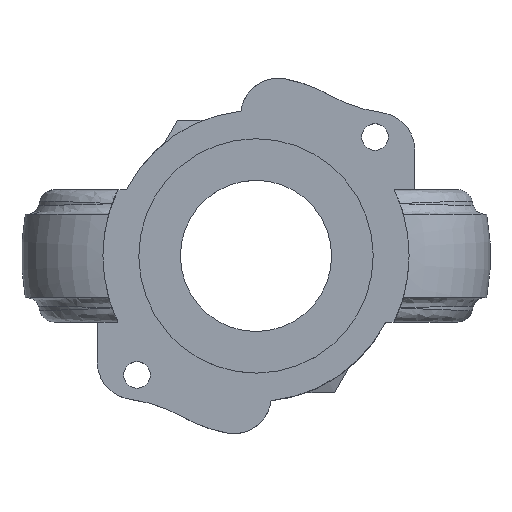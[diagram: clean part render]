
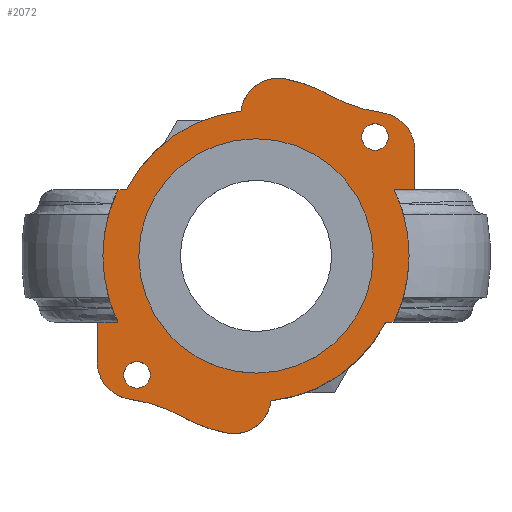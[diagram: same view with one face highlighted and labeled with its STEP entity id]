
A CAD part, top view. The second image highlights one B-rep face of the part: STEP entity #2072.
In plain terms, the highlighted planar face has unit normal (0, 0, 1).
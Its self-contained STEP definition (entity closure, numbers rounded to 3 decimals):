
#179=FACE_BOUND('',#403,.T.);
#180=FACE_BOUND('',#404,.T.);
#181=FACE_BOUND('',#405,.T.);
#203=PLANE('',#2253);
#286=FACE_OUTER_BOUND('',#402,.T.);
#402=EDGE_LOOP('',(#1643,#1644,#1645,#1646,#1647,#1648,#1649,#1650,#1651,
#1652,#1653,#1654,#1655,#1656,#1657,#1658,#1659,#1660,#1661,#1662,#1663,
#1664));
#403=EDGE_LOOP('',(#1665));
#404=EDGE_LOOP('',(#1666,#1667));
#405=EDGE_LOOP('',(#1668,#1669));
#476=LINE('',#4064,#564);
#483=LINE('',#4472,#571);
#496=LINE('',#4541,#584);
#501=LINE('',#4581,#589);
#509=LINE('',#4931,#597);
#510=LINE('',#4934,#598);
#511=LINE('',#4943,#599);
#512=LINE('',#4946,#600);
#564=VECTOR('',#2491,10.);
#571=VECTOR('',#2532,10.);
#584=VECTOR('',#2587,10.);
#589=VECTOR('',#2594,10.);
#597=VECTOR('',#2622,10.);
#598=VECTOR('',#2625,10.);
#599=VECTOR('',#2634,10.);
#600=VECTOR('',#2637,10.);
#624=CIRCLE('',#2134,15.5);
#636=CIRCLE('',#2151,1.75);
#637=CIRCLE('',#2152,1.75);
#639=CIRCLE('',#2155,1.75);
#640=CIRCLE('',#2156,1.75);
#654=CIRCLE('',#2175,19.247);
#662=CIRCLE('',#2184,19.247);
#679=CIRCLE('',#2209,20.25);
#684=CIRCLE('',#2216,20.25);
#696=CIRCLE('',#2244,22.);
#701=CIRCLE('',#2254,5.);
#702=CIRCLE('',#2255,20.);
#703=CIRCLE('',#2256,20.);
#704=CIRCLE('',#2257,5.);
#705=CIRCLE('',#2258,22.);
#706=CIRCLE('',#2259,5.);
#707=CIRCLE('',#2260,20.);
#708=CIRCLE('',#2261,20.);
#709=CIRCLE('',#2262,5.);
#730=VERTEX_POINT('',#2783);
#741=VERTEX_POINT('',#2813);
#742=VERTEX_POINT('',#2814);
#744=VERTEX_POINT('',#2821);
#745=VERTEX_POINT('',#2822);
#777=VERTEX_POINT('',#3167);
#778=VERTEX_POINT('',#3169);
#798=VERTEX_POINT('',#3358);
#799=VERTEX_POINT('',#3360);
#842=VERTEX_POINT('',#4062);
#849=VERTEX_POINT('',#4106);
#858=VERTEX_POINT('',#4340);
#859=VERTEX_POINT('',#4351);
#880=VERTEX_POINT('',#4538);
#881=VERTEX_POINT('',#4540);
#886=VERTEX_POINT('',#4578);
#887=VERTEX_POINT('',#4580);
#891=VERTEX_POINT('',#4616);
#900=VERTEX_POINT('',#4933);
#901=VERTEX_POINT('',#4935);
#902=VERTEX_POINT('',#4937);
#903=VERTEX_POINT('',#4939);
#904=VERTEX_POINT('',#4942);
#905=VERTEX_POINT('',#4945);
#906=VERTEX_POINT('',#4947);
#907=VERTEX_POINT('',#4949);
#908=VERTEX_POINT('',#4951);
#933=EDGE_CURVE('',#730,#730,#624,.T.);
#947=EDGE_CURVE('',#741,#742,#636,.T.);
#948=EDGE_CURVE('',#742,#741,#637,.T.);
#951=EDGE_CURVE('',#744,#745,#639,.T.);
#952=EDGE_CURVE('',#745,#744,#640,.T.);
#994=EDGE_CURVE('',#777,#778,#654,.T.);
#1019=EDGE_CURVE('',#798,#799,#662,.T.);
#1080=EDGE_CURVE('',#842,#798,#476,.T.);
#1090=EDGE_CURVE('',#849,#842,#679,.T.);
#1106=EDGE_CURVE('',#858,#859,#684,.T.);
#1117=EDGE_CURVE('',#859,#777,#483,.T.);
#1144=EDGE_CURVE('',#881,#880,#496,.T.);
#1151=EDGE_CURVE('',#887,#886,#501,.T.);
#1156=EDGE_CURVE('',#881,#891,#696,.T.);
#1172=EDGE_CURVE('',#858,#891,#509,.T.);
#1173=EDGE_CURVE('',#880,#900,#510,.T.);
#1174=EDGE_CURVE('',#900,#901,#701,.T.);
#1175=EDGE_CURVE('',#901,#902,#702,.T.);
#1176=EDGE_CURVE('',#902,#903,#703,.T.);
#1177=EDGE_CURVE('',#903,#799,#704,.T.);
#1178=EDGE_CURVE('',#849,#904,#511,.T.);
#1179=EDGE_CURVE('',#887,#904,#705,.T.);
#1180=EDGE_CURVE('',#886,#905,#512,.T.);
#1181=EDGE_CURVE('',#905,#906,#706,.T.);
#1182=EDGE_CURVE('',#906,#907,#707,.T.);
#1183=EDGE_CURVE('',#907,#908,#708,.T.);
#1184=EDGE_CURVE('',#908,#778,#709,.T.);
#1643=ORIENTED_EDGE('',*,*,#1156,.F.);
#1644=ORIENTED_EDGE('',*,*,#1144,.T.);
#1645=ORIENTED_EDGE('',*,*,#1173,.T.);
#1646=ORIENTED_EDGE('',*,*,#1174,.T.);
#1647=ORIENTED_EDGE('',*,*,#1175,.T.);
#1648=ORIENTED_EDGE('',*,*,#1176,.T.);
#1649=ORIENTED_EDGE('',*,*,#1177,.T.);
#1650=ORIENTED_EDGE('',*,*,#1019,.F.);
#1651=ORIENTED_EDGE('',*,*,#1080,.F.);
#1652=ORIENTED_EDGE('',*,*,#1090,.F.);
#1653=ORIENTED_EDGE('',*,*,#1178,.T.);
#1654=ORIENTED_EDGE('',*,*,#1179,.F.);
#1655=ORIENTED_EDGE('',*,*,#1151,.T.);
#1656=ORIENTED_EDGE('',*,*,#1180,.T.);
#1657=ORIENTED_EDGE('',*,*,#1181,.T.);
#1658=ORIENTED_EDGE('',*,*,#1182,.T.);
#1659=ORIENTED_EDGE('',*,*,#1183,.T.);
#1660=ORIENTED_EDGE('',*,*,#1184,.T.);
#1661=ORIENTED_EDGE('',*,*,#994,.F.);
#1662=ORIENTED_EDGE('',*,*,#1117,.F.);
#1663=ORIENTED_EDGE('',*,*,#1106,.F.);
#1664=ORIENTED_EDGE('',*,*,#1172,.T.);
#1665=ORIENTED_EDGE('',*,*,#933,.T.);
#1666=ORIENTED_EDGE('',*,*,#947,.T.);
#1667=ORIENTED_EDGE('',*,*,#948,.T.);
#1668=ORIENTED_EDGE('',*,*,#951,.T.);
#1669=ORIENTED_EDGE('',*,*,#952,.T.);
#2072=ADVANCED_FACE('',(#286,#179,#180,#181),#203,.F.);
#2134=AXIS2_PLACEMENT_3D('',#2784,#2323,#2324);
#2151=AXIS2_PLACEMENT_3D('',#2815,#2359,#2360);
#2152=AXIS2_PLACEMENT_3D('',#2816,#2361,#2362);
#2155=AXIS2_PLACEMENT_3D('',#2823,#2368,#2369);
#2156=AXIS2_PLACEMENT_3D('',#2824,#2370,#2371);
#2175=AXIS2_PLACEMENT_3D('',#3170,#2415,#2416);
#2184=AXIS2_PLACEMENT_3D('',#3361,#2437,#2438);
#2209=AXIS2_PLACEMENT_3D('',#4117,#2504,#2505);
#2216=AXIS2_PLACEMENT_3D('',#4352,#2520,#2521);
#2244=AXIS2_PLACEMENT_3D('',#4617,#2599,#2600);
#2253=AXIS2_PLACEMENT_3D('',#4932,#2623,#2624);
#2254=AXIS2_PLACEMENT_3D('',#4936,#2626,#2627);
#2255=AXIS2_PLACEMENT_3D('',#4938,#2628,#2629);
#2256=AXIS2_PLACEMENT_3D('',#4940,#2630,#2631);
#2257=AXIS2_PLACEMENT_3D('',#4941,#2632,#2633);
#2258=AXIS2_PLACEMENT_3D('',#4944,#2635,#2636);
#2259=AXIS2_PLACEMENT_3D('',#4948,#2638,#2639);
#2260=AXIS2_PLACEMENT_3D('',#4950,#2640,#2641);
#2261=AXIS2_PLACEMENT_3D('',#4952,#2642,#2643);
#2262=AXIS2_PLACEMENT_3D('',#4953,#2644,#2645);
#2323=DIRECTION('center_axis',(0.,0.,-1.));
#2324=DIRECTION('ref_axis',(-0.335,-0.942,0.));
#2359=DIRECTION('center_axis',(0.,0.,-1.));
#2360=DIRECTION('ref_axis',(1.,0.,0.));
#2361=DIRECTION('center_axis',(0.,0.,-1.));
#2362=DIRECTION('ref_axis',(1.,0.,0.));
#2368=DIRECTION('center_axis',(0.,0.,-1.));
#2369=DIRECTION('ref_axis',(1.,0.,0.));
#2370=DIRECTION('center_axis',(0.,0.,-1.));
#2371=DIRECTION('ref_axis',(1.,0.,0.));
#2415=DIRECTION('center_axis',(0.,0.,-1.));
#2416=DIRECTION('ref_axis',(-1.,0.,0.));
#2437=DIRECTION('center_axis',(0.,0.,-1.));
#2438=DIRECTION('ref_axis',(-1.,0.,0.));
#2491=DIRECTION('',(1.,0.,0.));
#2504=DIRECTION('center_axis',(0.,0.,-1.));
#2505=DIRECTION('ref_axis',(-1.,0.,0.));
#2520=DIRECTION('center_axis',(0.,0.,-1.));
#2521=DIRECTION('ref_axis',(-1.,0.,0.));
#2532=DIRECTION('',(-1.,0.,0.));
#2587=DIRECTION('',(1.,0.,0.));
#2594=DIRECTION('',(-1.,0.,0.));
#2599=DIRECTION('center_axis',(0.,0.,-1.));
#2600=DIRECTION('ref_axis',(0.988,0.152,0.));
#2622=DIRECTION('',(1.,0.,0.));
#2623=DIRECTION('center_axis',(0.,0.,-1.));
#2624=DIRECTION('ref_axis',(-1.,0.,0.));
#2625=DIRECTION('',(0.,1.,0.));
#2626=DIRECTION('center_axis',(0.,0.,1.));
#2627=DIRECTION('ref_axis',(1.,0.,0.));
#2628=DIRECTION('center_axis',(0.,0.,-1.));
#2629=DIRECTION('ref_axis',(0.486,0.874,0.));
#2630=DIRECTION('center_axis',(0.,0.,1.));
#2631=DIRECTION('ref_axis',(-0.25,-0.968,0.));
#2632=DIRECTION('center_axis',(0.,0.,1.));
#2633=DIRECTION('ref_axis',(0.197,0.98,0.));
#2634=DIRECTION('',(-1.,0.,0.));
#2635=DIRECTION('center_axis',(0.,0.,-1.));
#2636=DIRECTION('ref_axis',(-0.988,-0.152,0.));
#2637=DIRECTION('',(0.,-1.,0.));
#2638=DIRECTION('center_axis',(0.,0.,1.));
#2639=DIRECTION('ref_axis',(-1.,0.,0.));
#2640=DIRECTION('center_axis',(0.,0.,-1.));
#2641=DIRECTION('ref_axis',(-0.486,-0.874,0.));
#2642=DIRECTION('center_axis',(0.,0.,1.));
#2643=DIRECTION('ref_axis',(0.25,0.968,0.));
#2644=DIRECTION('center_axis',(0.,0.,1.));
#2645=DIRECTION('ref_axis',(-0.197,-0.98,0.));
#2783=CARTESIAN_POINT('',(5.198,14.602,-1.628));
#2784=CARTESIAN_POINT('Origin',(0.,0.,-1.628));
#2813=CARTESIAN_POINT('',(-13.983,-15.733,-1.628));
#2814=CARTESIAN_POINT('',(-17.483,-15.733,-1.628));
#2815=CARTESIAN_POINT('Origin',(-15.733,-15.733,-1.628));
#2816=CARTESIAN_POINT('Origin',(-15.733,-15.733,-1.628));
#2821=CARTESIAN_POINT('',(17.483,15.733,-1.628));
#2822=CARTESIAN_POINT('',(13.983,15.733,-1.628));
#2823=CARTESIAN_POINT('Origin',(15.733,15.733,-1.628));
#2824=CARTESIAN_POINT('Origin',(15.733,15.733,-1.628));
#3167=CARTESIAN_POINT('',(17.143,-8.75,-1.628));
#3169=CARTESIAN_POINT('',(2.,-19.143,-1.628));
#3170=CARTESIAN_POINT('Origin',(0.,0.,-1.628));
#3358=CARTESIAN_POINT('',(-17.143,8.75,-1.628));
#3360=CARTESIAN_POINT('',(-2.,19.143,-1.628));
#3361=CARTESIAN_POINT('Origin',(0.,0.,-1.628));
#4062=CARTESIAN_POINT('',(-18.262,8.75,-1.628));
#4064=CARTESIAN_POINT('',(-18.846,8.75,-1.628));
#4106=CARTESIAN_POINT('',(-20.217,1.15,-1.628));
#4117=CARTESIAN_POINT('Origin',(0.,0.,-1.628));
#4340=CARTESIAN_POINT('',(20.217,-1.15,-1.628));
#4351=CARTESIAN_POINT('',(18.262,-8.75,-1.628));
#4352=CARTESIAN_POINT('Origin',(0.,0.,-1.628));
#4472=CARTESIAN_POINT('',(-18.846,-8.75,-1.628));
#4538=CARTESIAN_POINT('',(21.,8.75,-1.628));
#4540=CARTESIAN_POINT('',(20.185,8.75,-1.628));
#4541=CARTESIAN_POINT('',(-18.846,8.75,-1.628));
#4578=CARTESIAN_POINT('',(-21.,-8.75,-1.628));
#4580=CARTESIAN_POINT('',(-20.185,-8.75,-1.628));
#4581=CARTESIAN_POINT('',(-18.846,-8.75,-1.628));
#4616=CARTESIAN_POINT('',(21.97,-1.15,-1.628));
#4617=CARTESIAN_POINT('Origin',(0.,0.,-1.628));
#4931=CARTESIAN_POINT('',(0.,-1.15,-1.628));
#4932=CARTESIAN_POINT('Origin',(0.,0.,-1.628));
#4933=CARTESIAN_POINT('',(21.,13.984,-1.628));
#4934=CARTESIAN_POINT('',(21.,0.,-1.628));
#4935=CARTESIAN_POINT('',(16.691,18.936,-1.628));
#4936=CARTESIAN_POINT('Origin',(16.,13.984,-1.628));
#4937=CARTESIAN_POINT('',(9.728,21.27,-1.628));
#4938=CARTESIAN_POINT('Origin',(19.455,38.744,-1.628));
#4939=CARTESIAN_POINT('',(3.945,23.402,-1.628));
#4940=CARTESIAN_POINT('Origin',(0.,3.795,-1.628));
#4941=CARTESIAN_POINT('Origin',(2.959,18.5,-1.628));
#4942=CARTESIAN_POINT('',(-21.97,1.15,-1.628));
#4943=CARTESIAN_POINT('',(0.,1.15,-1.628));
#4944=CARTESIAN_POINT('Origin',(0.,0.,-1.628));
#4945=CARTESIAN_POINT('',(-21.,-13.984,-1.628));
#4946=CARTESIAN_POINT('',(-21.,0.,-1.628));
#4947=CARTESIAN_POINT('',(-16.691,-18.936,-1.628));
#4948=CARTESIAN_POINT('Origin',(-16.,-13.984,-1.628));
#4949=CARTESIAN_POINT('',(-9.728,-21.27,-1.628));
#4950=CARTESIAN_POINT('Origin',(-19.455,-38.744,-1.628));
#4951=CARTESIAN_POINT('',(-3.945,-23.402,-1.628));
#4952=CARTESIAN_POINT('Origin',(0.,-3.795,
-1.628));
#4953=CARTESIAN_POINT('Origin',(-2.959,-18.5,-1.628));
